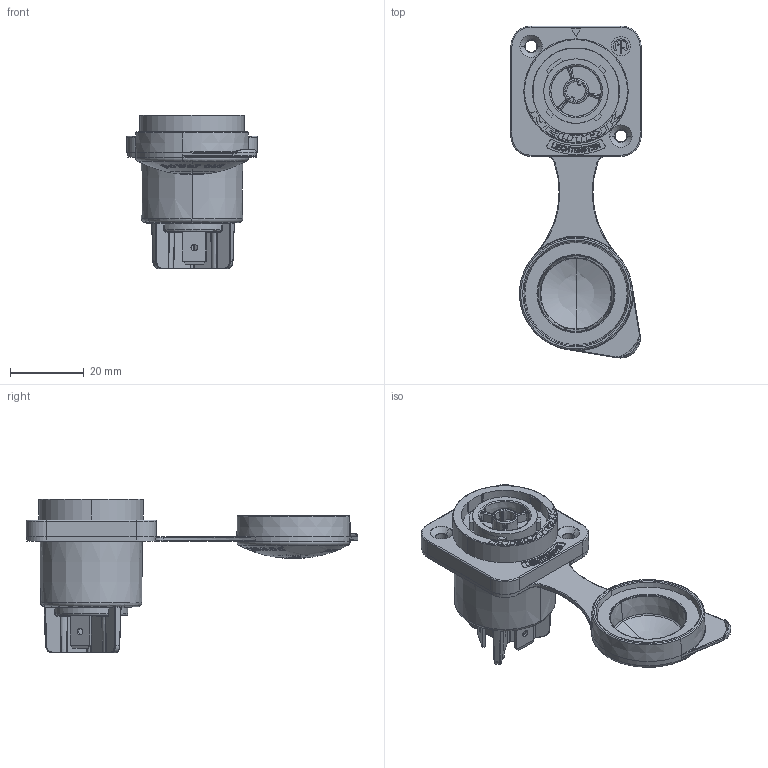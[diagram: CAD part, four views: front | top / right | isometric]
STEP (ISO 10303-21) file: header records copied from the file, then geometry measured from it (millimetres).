
FILE_DESCRIPTION((''),'2;1');
FILE_NAME('30011779','2024-09-17T09:21:55',('SYSTEM'),(''),'CREO PARAMETRIC BY PTC INC, 2023424','CREO PARAMETRIC BY PTC INC, 2023424','');
FILE_SCHEMA(('CONFIG_CONTROL_DESIGN'));
Length unit declared in the file: millimetre
Products named in the file (1): 30011779
Bounding box: 35.4 x 90.2 x 41.8 mm (x, y, z)
Volume: 25765.7 mm3; surface area: 11004.3 mm2
Topology: 1 solids, 1 shells, 2131 faces, 5710 edges, 3704 vertices
Faces by surface type: plane 953, extrusion 655, bspline 166, cylinder 137, torus 86, sphere 84, cone 50
Entity records: 75498 total; most frequent: CARTESIAN_POINT 25379, ORIENTED_EDGE 11410, DIRECTION 8298, EDGE_CURVE 5705, VERTEX_POINT 3704, VECTOR 3626, LINE 2971, B_SPLINE_CURVE_WITH_KNOTS 2363
